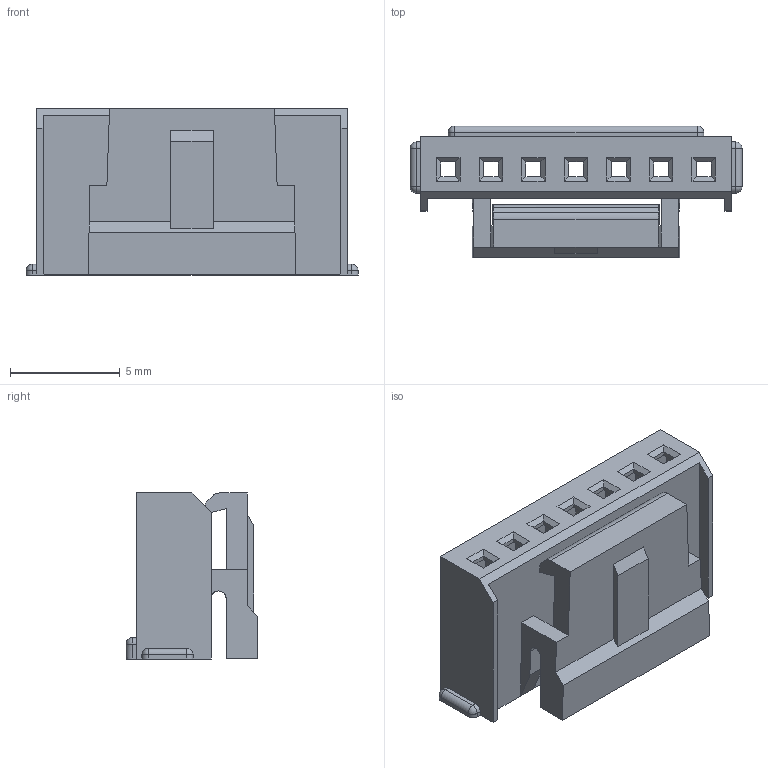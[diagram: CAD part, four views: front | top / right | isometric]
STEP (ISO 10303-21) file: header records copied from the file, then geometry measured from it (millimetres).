
FILE_DESCRIPTION( ('This file contains a STEP AP42 implementation' ,'as created by ZW3D STEP Interface translator.') ,'2;1' );
FILE_NAME( 'WF2005-HXXX01.stp' ,'23 420.105147', (''), ('ZWCAD Software Co.'), 'Version 1.0', 'ZW3D to STEP translator', '' );
FILE_SCHEMA(('AUTOMOTIVE_DESIGN { 1 0 10303 214 1 1 1 1 }'));
Length unit declared in the file: millimetre
Products named in the file (2): 0; WF2005-H07W01
Bounding box: 15.13 x 6.01 x 7.57 mm (x, y, z)
Volume: 232 mm3; surface area: 967 mm2
Topology: 3 solids, 3 shells, 342 faces, 965 edges, 611 vertices
Faces by surface type: plane 296, cylinder 25, sphere 20, bspline 1
Entity records: 11067 total; most frequent: CARTESIAN_POINT 2058, ORIENTED_EDGE 1870, DIRECTION 1633, EDGE_CURVE 935, VECTOR 827, LINE 827, VERTEX_POINT 602, AXIS2_PLACEMENT_3D 403
